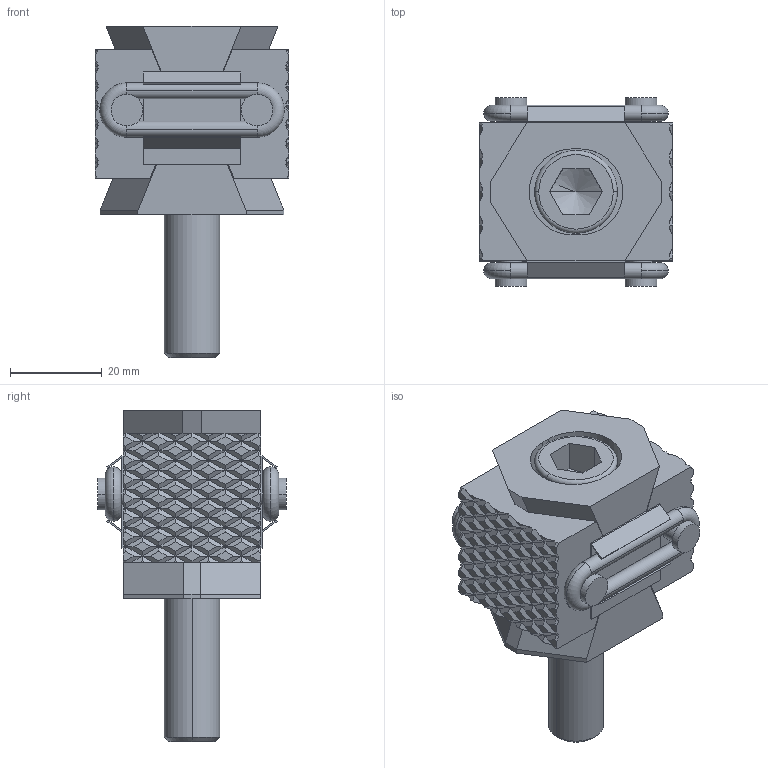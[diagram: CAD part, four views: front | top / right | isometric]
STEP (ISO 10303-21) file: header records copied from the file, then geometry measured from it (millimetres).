
FILE_DESCRIPTION(('STEP AP214'),'1');
FILE_NAME(' ',' ',('TraceParts'),('TraceParts S.A.'),'XStep 1.0',' ',' ');
FILE_SCHEMA(('automotive_design'));
Length unit declared in the file: millimetre
Products named in the file (12): 1; 2; 3; 4; 5; 6; 7; 8; 9; 10; 11; 12
Bounding box: 42 x 41 x 72 mm (x, y, z)
Volume: 53652.9 mm3; surface area: 21575 mm2
Topology: 12 solids, 12 shells, 835 faces, 1840 edges, 1031 vertices
Faces by surface type: plane 789, cylinder 30, torus 10, cone 6
Entity records: 43052 total; most frequent: CARTESIAN_POINT 3752, STYLED_ITEM 3716, PRESENTATION_STYLE_ASSIGNMENT 3716, COLOUR_RGB 3716, ORIENTED_EDGE 3676, DIRECTION 3606, EDGE_CURVE 1838, CURVE_STYLE 1838
